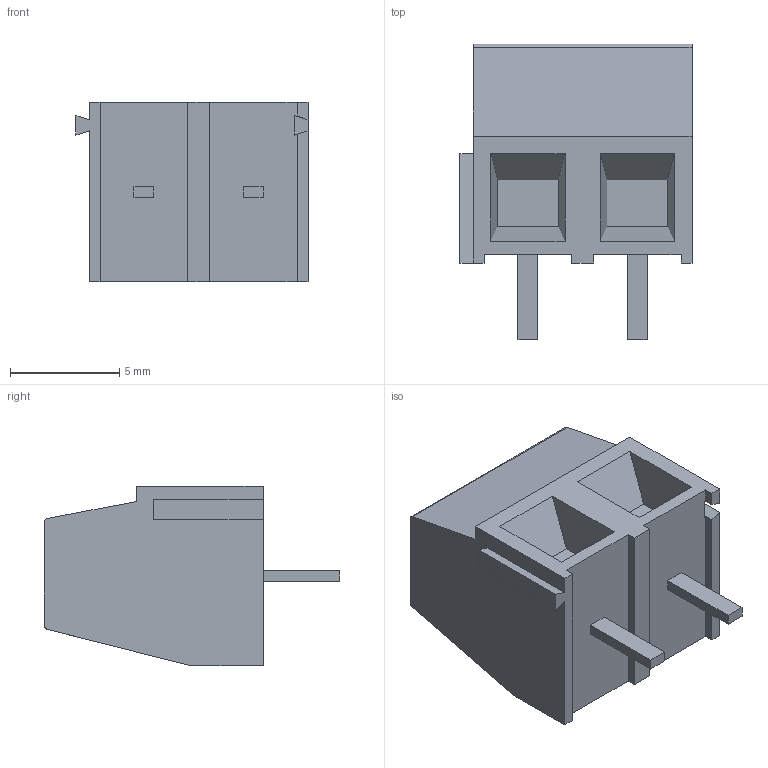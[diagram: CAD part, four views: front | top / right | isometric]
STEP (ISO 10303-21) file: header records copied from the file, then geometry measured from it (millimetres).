
FILE_DESCRIPTION((''),'2;1');
FILE_NAME('C-1546216-2','2015-07-31T',('workeradm'),('Tyco Electronics Ltd.'),'PRO/ENGINEER BY PARAMETRIC TECHNOLOGY CORPORATION, 2014090','PRO/ENGINEER BY PARAMETRIC TECHNOLOGY CORPORATION, 2014090','');
FILE_SCHEMA(('AUTOMOTIVE_DESIGN { 1 0 10303 214 1 1 1 1 }'));
Length unit declared in the file: millimetre
Products named in the file (1): C-1546216-2
Bounding box: 10.6 x 13.5 x 8.2 mm (x, y, z)
Volume: 622 mm3; surface area: 615.8 mm2
Topology: 1 solids, 1 shells, 89 faces, 222 edges, 148 vertices
Faces by surface type: plane 75, bspline 8, cylinder 6
Entity records: 3021 total; most frequent: CARTESIAN_POINT 725, ORIENTED_EDGE 444, DIRECTION 411, EDGE_CURVE 222, VECTOR 175, LINE 175, VERTEX_POINT 148, COLOUR_RGB 126
